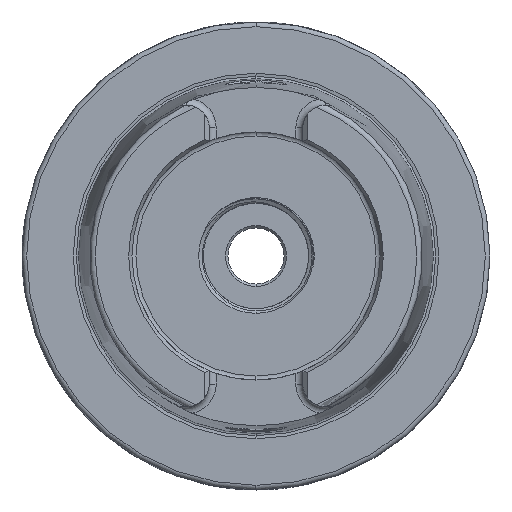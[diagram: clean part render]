
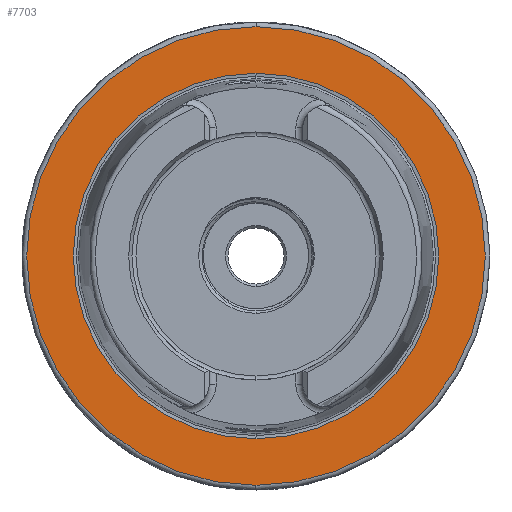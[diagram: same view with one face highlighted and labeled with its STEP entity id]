
A CAD part, left-side view. The second image highlights one B-rep face of the part: STEP entity #7703.
In plain terms, the highlighted planar face has unit normal (-1, 0, 0).
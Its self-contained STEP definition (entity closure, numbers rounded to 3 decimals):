
#2298 = CIRCLE ( 'NONE', #20224, 39.054 ) ;
#2299 = CIRCLE ( 'NONE', #23353, 49. ) ;
#2362 = CIRCLE ( 'NONE', #16042, 49. ) ;
#2407 = CIRCLE ( 'NONE', #13464, 39.054 ) ;
#4874 = PLANE ( 'NONE',  #9303 ) ;
#4875 = CARTESIAN_POINT ( 'NONE',  ( 0., 39.054, 0. ) ) ;
#4876 = DIRECTION ( 'NONE',  ( -1., 0., 0. ) ) ;
#4877 = DIRECTION ( 'NONE',  ( 0., 0., 1. ) ) ;
#7549 = EDGE_CURVE ( 'NONE', #27280, #27308, #2298, .T. ) ;
#7550 = EDGE_CURVE ( 'NONE', #40295, #40297, #2299, .T. ) ;
#7703 = ADVANCED_FACE ( 'NONE', ( #12589, #9301 ), #4874, .T. ) ;
#7754 = EDGE_CURVE ( 'NONE', #40297, #40295, #2362, .T. ) ;
#7915 = EDGE_CURVE ( 'NONE', #27308, #27280, #2407, .T. ) ;
#9255 = CARTESIAN_POINT ( 'NONE',  ( 0., 0., 0. ) ) ;
#9256 = DIRECTION ( 'NONE',  ( 1., 0., 0. ) ) ;
#9257 = DIRECTION ( 'NONE',  ( 0., 0., -1. ) ) ;
#9258 = CARTESIAN_POINT ( 'NONE',  ( 0., 0., 0. ) ) ;
#9259 = DIRECTION ( 'NONE',  ( -1., 0., 0. ) ) ;
#9260 = DIRECTION ( 'NONE',  ( 0., 0., 1. ) ) ;
#9301 = FACE_BOUND ( 'NONE', #27307, .T. ) ;
#9303 = AXIS2_PLACEMENT_3D ( 'NONE', #4875, #4876, #4877 ) ;
#12589 = FACE_OUTER_BOUND ( 'NONE', #27300, .T. ) ;
#13464 = AXIS2_PLACEMENT_3D ( 'NONE', #37290, #37291, #37292 ) ;
#13682 = CARTESIAN_POINT ( 'NONE',  ( 0., 0., 0. ) ) ;
#13683 = DIRECTION ( 'NONE',  ( -1., 0., 0. ) ) ;
#13684 = DIRECTION ( 'NONE',  ( 0., 0., 1. ) ) ;
#16042 = AXIS2_PLACEMENT_3D ( 'NONE', #13682, #13683, #13684 ) ;
#19967 = CARTESIAN_POINT ( 'NONE',  ( 0., 0., -49. ) ) ;
#19969 = CARTESIAN_POINT ( 'NONE',  ( 0., 0., 49. ) ) ;
#20224 = AXIS2_PLACEMENT_3D ( 'NONE', #9255, #9256, #9257 ) ;
#23353 = AXIS2_PLACEMENT_3D ( 'NONE', #9258, #9259, #9260 ) ;
#23798 = ORIENTED_EDGE ( 'NONE', *, *, #7754, .T. ) ;
#23799 = ORIENTED_EDGE ( 'NONE', *, *, #7550, .T. ) ;
#23800 = ORIENTED_EDGE ( 'NONE', *, *, #7549, .T. ) ;
#23801 = ORIENTED_EDGE ( 'NONE', *, *, #7915, .T. ) ;
#27280 = VERTEX_POINT ( 'NONE', #43447 ) ;
#27300 = EDGE_LOOP ( 'NONE', ( #23798, #23799 ) ) ;
#27307 = EDGE_LOOP ( 'NONE', ( #23801, #23800 ) ) ;
#27308 = VERTEX_POINT ( 'NONE', #43465 ) ;
#37290 = CARTESIAN_POINT ( 'NONE',  ( 0., 0., 0. ) ) ;
#37291 = DIRECTION ( 'NONE',  ( 1., 0., 0. ) ) ;
#37292 = DIRECTION ( 'NONE',  ( 0., 0., -1. ) ) ;
#40295 = VERTEX_POINT ( 'NONE', #19967 ) ;
#40297 = VERTEX_POINT ( 'NONE', #19969 ) ;
#43447 = CARTESIAN_POINT ( 'NONE',  ( 0., 0., -39.054 ) ) ;
#43465 = CARTESIAN_POINT ( 'NONE',  ( 0., 0., 39.054 ) ) ;
